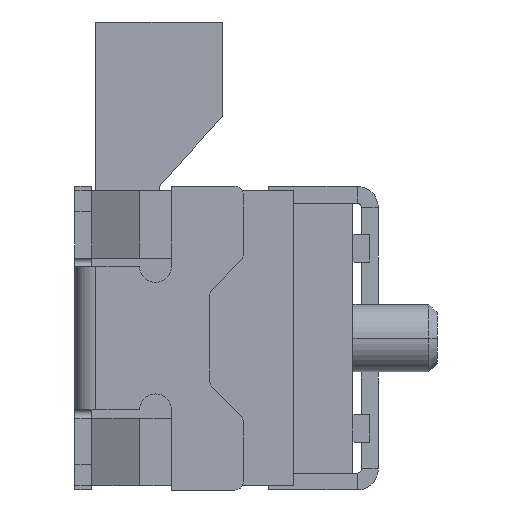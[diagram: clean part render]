
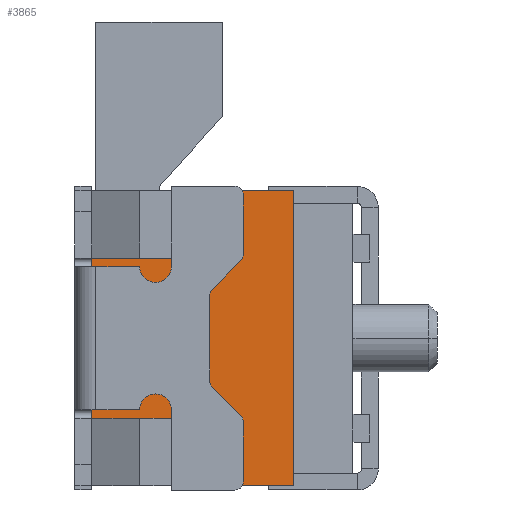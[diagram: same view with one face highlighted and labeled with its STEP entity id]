
A CAD part, left-side view. The second image highlights one B-rep face of the part: STEP entity #3865.
In plain terms, the highlighted planar face has unit normal (-1, 0, 0).
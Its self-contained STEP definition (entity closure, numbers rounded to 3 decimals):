
#23 = VERTEX_POINT ( 'NONE', #1664 ) ;
#488 = EDGE_CURVE ( 'NONE', #5839, #6029, #3971, .T. ) ;
#544 = CARTESIAN_POINT ( 'NONE',  ( -4.2, 2.452, -0.95 ) ) ;
#667 = DIRECTION ( 'NONE',  ( 0., 0., -1. ) ) ;
#824 = DIRECTION ( 'NONE',  ( 1., 0., 0. ) ) ;
#951 = EDGE_CURVE ( 'NONE', #6517, #23, #3392, .T. ) ;
#1024 = VERTEX_POINT ( 'NONE', #7645 ) ;
#1404 = CARTESIAN_POINT ( 'NONE',  ( -4.2, 2.452, -1.75 ) ) ;
#1410 = VERTEX_POINT ( 'NONE', #2120 ) ;
#1451 = PLANE ( 'NONE',  #5231 ) ;
#1518 = LINE ( 'NONE', #4078, #1719 ) ;
#1587 = CARTESIAN_POINT ( 'NONE',  ( -4.2, 1., 1.8 ) ) ;
#1653 = CARTESIAN_POINT ( 'NONE',  ( -4.2, 3.4, -0.95 ) ) ;
#1664 = CARTESIAN_POINT ( 'NONE',  ( -4.2, 3.4, 0.85 ) ) ;
#1719 = VECTOR ( 'NONE', #7223, 1000. ) ;
#1797 = DIRECTION ( 'NONE',  ( 0., -1., 0. ) ) ;
#1810 = CARTESIAN_POINT ( 'NONE',  ( -4.2, 3.35, 0.85 ) ) ;
#1838 = LINE ( 'NONE', #3398, #7266 ) ;
#1853 = EDGE_CURVE ( 'NONE', #1410, #4391, #5118, .T. ) ;
#1893 = CARTESIAN_POINT ( 'NONE',  ( -4.2, 1., 1.75 ) ) ;
#2120 = CARTESIAN_POINT ( 'NONE',  ( -4.2, 3.35, 0.85 ) ) ;
#2170 = ORIENTED_EDGE ( 'NONE', *, *, #951, .T. ) ;
#2205 = ORIENTED_EDGE ( 'NONE', *, *, #2367, .T. ) ;
#2302 = VERTEX_POINT ( 'NONE', #1653 ) ;
#2350 = VECTOR ( 'NONE', #5789, 1000. ) ;
#2367 = EDGE_CURVE ( 'NONE', #4637, #5453, #7340, .T. ) ;
#2488 = DIRECTION ( 'NONE',  ( 0., 0., -1. ) ) ;
#2530 = LINE ( 'NONE', #3775, #2350 ) ;
#2545 = CARTESIAN_POINT ( 'NONE',  ( -4.2, 3.4, -0.85 ) ) ;
#2628 = DIRECTION ( 'NONE',  ( 0., 0., -1. ) ) ;
#2733 = ORIENTED_EDGE ( 'NONE', *, *, #1853, .T. ) ;
#2862 = LINE ( 'NONE', #5471, #6931 ) ;
#2945 = EDGE_CURVE ( 'NONE', #5838, #2302, #6484, .T. ) ;
#2993 = EDGE_CURVE ( 'NONE', #23, #1410, #6085, .T. ) ;
#3092 = EDGE_CURVE ( 'NONE', #2302, #4637, #5213, .T. ) ;
#3217 = EDGE_LOOP ( 'NONE', ( #2205, #7767, #7306, #6006, #4282, #5293, #2170, #5967, #2733, #5061, #3794, #5413 ) ) ;
#3392 = LINE ( 'NONE', #4489, #4453 ) ;
#3398 = CARTESIAN_POINT ( 'NONE',  ( -4.2, 3.6, 0.95 ) ) ;
#3535 = EDGE_CURVE ( 'NONE', #4391, #5838, #1518, .T. ) ;
#3633 = EDGE_CURVE ( 'NONE', #4142, #1024, #6478, .T. ) ;
#3739 = CARTESIAN_POINT ( 'NONE',  ( -4.2, 3.6, -0.95 ) ) ;
#3747 = CARTESIAN_POINT ( 'NONE',  ( -4.2, 3.4, 1.8 ) ) ;
#3775 = CARTESIAN_POINT ( 'NONE',  ( -4.2, 1., 1.75 ) ) ;
#3794 = ORIENTED_EDGE ( 'NONE', *, *, #2945, .T. ) ;
#3865 = ADVANCED_FACE ( 'NONE', ( #5004 ), #1451, .F. ) ;
#3940 = CARTESIAN_POINT ( 'NONE',  ( -4.2, 2.452, 0.95 ) ) ;
#3971 = LINE ( 'NONE', #7149, #6417 ) ;
#4078 = CARTESIAN_POINT ( 'NONE',  ( -4.2, 3.35, -0.85 ) ) ;
#4142 = VERTEX_POINT ( 'NONE', #1893 ) ;
#4282 = ORIENTED_EDGE ( 'NONE', *, *, #488, .T. ) ;
#4335 = EDGE_CURVE ( 'NONE', #5453, #1024, #2862, .T. ) ;
#4391 = VERTEX_POINT ( 'NONE', #6442 ) ;
#4453 = VECTOR ( 'NONE', #667, 1000. ) ;
#4489 = CARTESIAN_POINT ( 'NONE',  ( -4.2, 3.4, 1.8 ) ) ;
#4581 = DIRECTION ( 'NONE',  ( 0., 1., 0. ) ) ;
#4623 = DIRECTION ( 'NONE',  ( 0., 0., -1. ) ) ;
#4637 = VERTEX_POINT ( 'NONE', #544 ) ;
#4912 = DIRECTION ( 'NONE',  ( 0., 0., -1. ) ) ;
#5004 = FACE_OUTER_BOUND ( 'NONE', #3217, .T. ) ;
#5061 = ORIENTED_EDGE ( 'NONE', *, *, #3535, .T. ) ;
#5077 = CARTESIAN_POINT ( 'NONE',  ( -4.2, 3.4, 0.95 ) ) ;
#5118 = LINE ( 'NONE', #1810, #5776 ) ;
#5213 = LINE ( 'NONE', #3739, #7444 ) ;
#5231 = AXIS2_PLACEMENT_3D ( 'NONE', #5699, #824, #2628 ) ;
#5293 = ORIENTED_EDGE ( 'NONE', *, *, #7138, .T. ) ;
#5413 = ORIENTED_EDGE ( 'NONE', *, *, #3092, .T. ) ;
#5418 = DIRECTION ( 'NONE',  ( 0., -1., 0. ) ) ;
#5453 = VERTEX_POINT ( 'NONE', #1404 ) ;
#5471 = CARTESIAN_POINT ( 'NONE',  ( -4.2, 1., -1.75 ) ) ;
#5548 = DIRECTION ( 'NONE',  ( 0., 0., -1. ) ) ;
#5674 = VECTOR ( 'NONE', #5548, 1000. ) ;
#5699 = CARTESIAN_POINT ( 'NONE',  ( -4.2, 1., 1.8 ) ) ;
#5776 = VECTOR ( 'NONE', #4912, 1000. ) ;
#5778 = VECTOR ( 'NONE', #5418, 1000. ) ;
#5789 = DIRECTION ( 'NONE',  ( 0., 1., 0. ) ) ;
#5838 = VERTEX_POINT ( 'NONE', #2545 ) ;
#5839 = VERTEX_POINT ( 'NONE', #6924 ) ;
#5967 = ORIENTED_EDGE ( 'NONE', *, *, #2993, .T. ) ;
#6006 = ORIENTED_EDGE ( 'NONE', *, *, #6610, .T. ) ;
#6029 = VERTEX_POINT ( 'NONE', #3940 ) ;
#6085 = LINE ( 'NONE', #8021, #5778 ) ;
#6184 = VECTOR ( 'NONE', #7111, 1000. ) ;
#6195 = VECTOR ( 'NONE', #2488, 1000. ) ;
#6417 = VECTOR ( 'NONE', #4623, 1000. ) ;
#6442 = CARTESIAN_POINT ( 'NONE',  ( -4.2, 3.35, -0.85 ) ) ;
#6478 = LINE ( 'NONE', #1587, #6184 ) ;
#6484 = LINE ( 'NONE', #3747, #6195 ) ;
#6517 = VERTEX_POINT ( 'NONE', #5077 ) ;
#6610 = EDGE_CURVE ( 'NONE', #4142, #5839, #2530, .T. ) ;
#6924 = CARTESIAN_POINT ( 'NONE',  ( -4.2, 2.452, 1.75 ) ) ;
#6931 = VECTOR ( 'NONE', #1797, 1000. ) ;
#7111 = DIRECTION ( 'NONE',  ( 0., 0., -1. ) ) ;
#7138 = EDGE_CURVE ( 'NONE', #6029, #6517, #1838, .T. ) ;
#7149 = CARTESIAN_POINT ( 'NONE',  ( -4.2, 2.452, 1.8 ) ) ;
#7223 = DIRECTION ( 'NONE',  ( 0., 1., 0. ) ) ;
#7266 = VECTOR ( 'NONE', #4581, 1000. ) ;
#7306 = ORIENTED_EDGE ( 'NONE', *, *, #3633, .F. ) ;
#7340 = LINE ( 'NONE', #7402, #5674 ) ;
#7402 = CARTESIAN_POINT ( 'NONE',  ( -4.2, 2.452, 1.8 ) ) ;
#7444 = VECTOR ( 'NONE', #7490, 1000. ) ;
#7490 = DIRECTION ( 'NONE',  ( 0., -1., 0. ) ) ;
#7645 = CARTESIAN_POINT ( 'NONE',  ( -4.2, 1., -1.75 ) ) ;
#7767 = ORIENTED_EDGE ( 'NONE', *, *, #4335, .T. ) ;
#8021 = CARTESIAN_POINT ( 'NONE',  ( -4.2, 3.35, 0.85 ) ) ;
